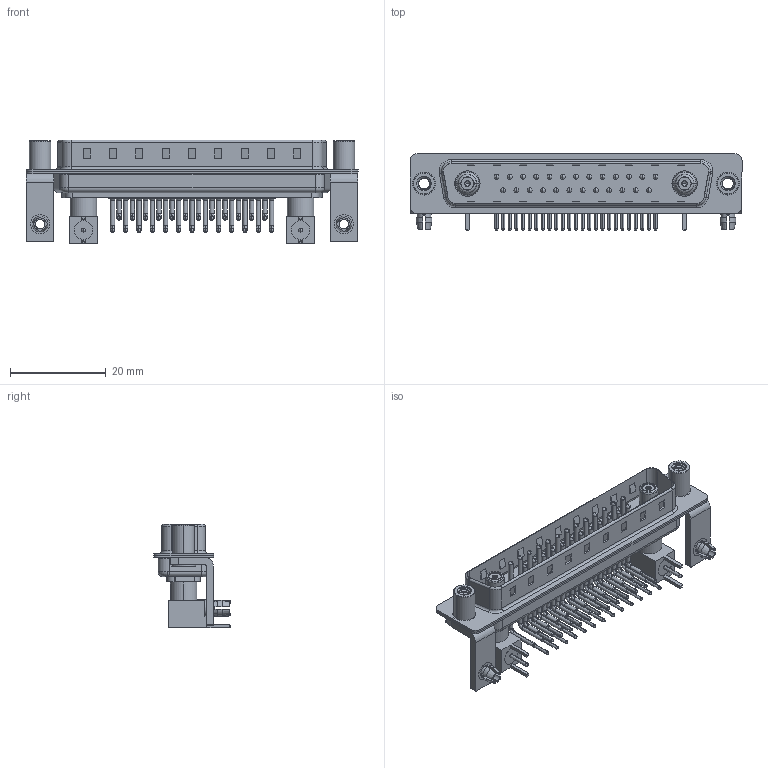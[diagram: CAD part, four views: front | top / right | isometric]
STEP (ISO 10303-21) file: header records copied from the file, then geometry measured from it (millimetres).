
FILE_DESCRIPTION (( 'STEP AP203' ), '1' );
FILE_NAME ('629-27W2240-7T5.STEP', '2022-05-16T14:33:05', ( '' ), ( '' ), 'SwSTEP 2.0', 'SolidWorks 2020', '' );
FILE_SCHEMA (( 'CONFIG_CONTROL_DESIGN' ));
Length unit declared in the file: millimetre
Products named in the file (18): Co-Ax Jack Assy_RA; 629Combo Contact Row 2; 629Combo Housing_27W2; Insulator Socket; 629Combo Board Lock; 629-27W2240-7T5; 629Combo Contact Row 1; 629Combo Threaded Standoff_5; Socket_RA; 629Combo Stabilizer Bracket; Co-Ax Jack_RA PC Tail; 629Combo Shell Front_37 Contacts; Insulator Socket 2; RA Back Shell; Insulator RA Pin; Locking Collar; 629Combo Shell Rear_37 Contacts
Assembly tree (50 placements, depth 3):
  629-27W2240-7T5
    629Combo Housing_27W2
    629Combo Shell Rear_37 Contacts
    629Combo Shell Front_37 Contacts
    629Combo Stabilizer Bracket  x2
    629Combo Board Lock  x2
    629Combo Threaded Standoff_5  x2
    Co-Ax Jack Assy_RA
      Co-Ax Jack_RA PC Tail
      Insulator Socket
      Insulator Socket 2
      Locking Collar
      Socket_RA
      RA Back Shell
      Insulator RA Pin
    Co-Ax Jack Assy_RA
      Co-Ax Jack_RA PC Tail
      Insulator Socket
      Insulator Socket 2
      Locking Collar
      Socket_RA
      RA Back Shell
      Insulator RA Pin
    629Combo Contact Row 1  x13
    629Combo Contact Row 2  x12
Bounding box: 69.4 x 16 x 21.71 mm (x, y, z)
Volume: 4967.5 mm3; surface area: 12915.2 mm2
Topology: 48 solids, 48 shells, 3646 faces, 10007 edges, 6486 vertices
Faces by surface type: plane 1987, cylinder 1267, cone 168, bspline 158, torus 62, sphere 4
Entity records: 36230 total; most frequent: CARTESIAN_POINT 7709, DIRECTION 5623, ORIENTED_EDGE 5182, EDGE_CURVE 2591, AXIS2_PLACEMENT_3D 2068, VERTEX_POINT 1674, LINE 1487, VECTOR 1487
